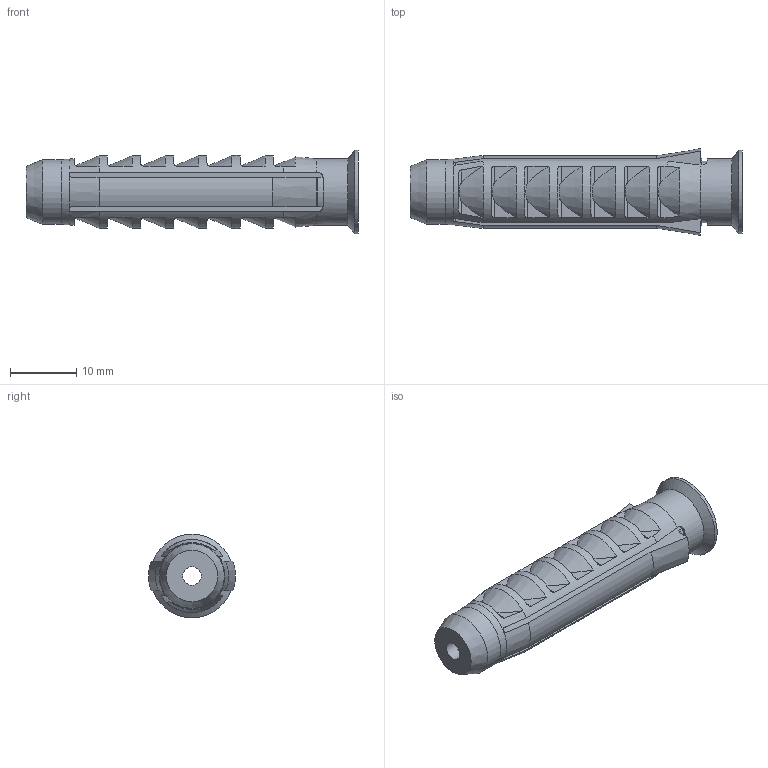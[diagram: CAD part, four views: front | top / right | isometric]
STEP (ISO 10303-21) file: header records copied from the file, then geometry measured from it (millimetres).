
FILE_DESCRIPTION(/* description */ ('STEP AP214'),/* implementation_level */ '2;1');
FILE_NAME(/* name */ 'SFS 160238',/* time_stamp */ '2022-10-20T13:41:55+02:00',/* author */ ('License CC BY-ND 4.0'),/* organization */ ('CADENAS'),/* preprocessor_version */ 'ST-DEVELOPER v18.102',/* originating_system */ 'PARTsolutions',/* authorisation */ ' ');
FILE_SCHEMA (('AUTOMOTIVE_DESIGN {1 0 10303 214 3 1 1}'));
Length unit declared in the file: millimetre
Products named in the file (1): SFS 160238
Bounding box: 50 x 13.11 x 12.6 mm (x, y, z)
Volume: 2856.1 mm3; surface area: 3189.3 mm2
Topology: 1 solids, 1 shells, 125 faces, 327 edges, 214 vertices
Faces by surface type: plane 66, cylinder 33, cone 25, torus 1
Full cylindrical faces by diameter (mm): 9.75 x1, 10 x1, 12.6 x1
Entity records: 4018 total; most frequent: CARTESIAN_POINT 1100, ORIENTED_EDGE 636, DIRECTION 530, EDGE_CURVE 318, VERTEX_POINT 212, AXIS2_PLACEMENT_3D 198, EDGE_LOOP 144, FACE_BOUND 144
